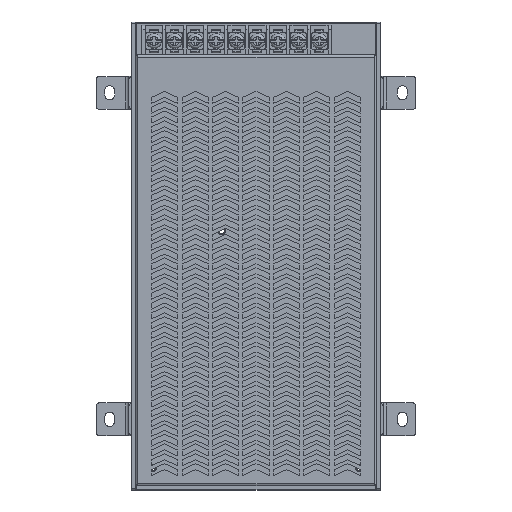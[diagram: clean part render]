
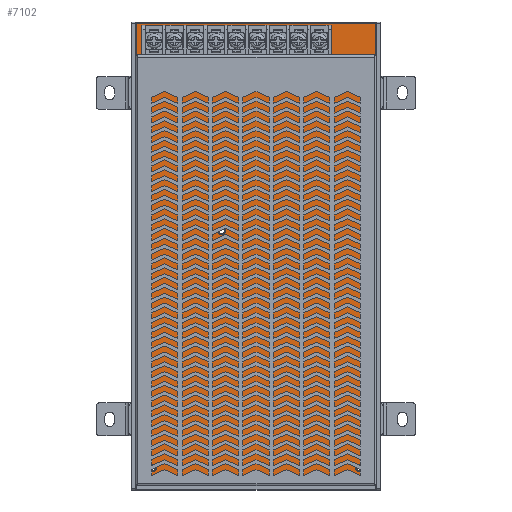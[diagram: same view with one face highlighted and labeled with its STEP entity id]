
A CAD part, top view. The second image highlights one B-rep face of the part: STEP entity #7102.
In plain terms, the highlighted planar face has unit normal (0, 0, 1).
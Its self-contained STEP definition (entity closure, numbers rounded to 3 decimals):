
#3816=FACE_BOUND('',#16569,.T.);
#3817=FACE_BOUND('',#16570,.T.);
#3818=FACE_BOUND('',#16571,.T.);
#3819=FACE_BOUND('',#16572,.T.);
#3820=FACE_BOUND('',#16573,.T.);
#3821=FACE_BOUND('',#16574,.T.);
#4328=CIRCLE('',#70013,1.665);
#4329=CIRCLE('',#70014,1.665);
#4330=CIRCLE('',#70015,1.665);
#4331=CIRCLE('',#70016,1.665);
#4332=CIRCLE('',#70017,1.665);
#7102=ADVANCED_FACE('',(#3816,#3817,#3818,#3819,#3820,#3821),#10081,.T.);
#10081=PLANE('',#70018);
#16569=EDGE_LOOP('',(#29396));
#16570=EDGE_LOOP('',(#29397));
#16571=EDGE_LOOP('',(#29398));
#16572=EDGE_LOOP('',(#29399));
#16573=EDGE_LOOP('',(#29400));
#16574=EDGE_LOOP('',(#29401,#29402,#29403,#29404,#29405,#29406,#29407,#29408));
#29396=ORIENTED_EDGE('',*,*,#49698,.F.);
#29397=ORIENTED_EDGE('',*,*,#49699,.F.);
#29398=ORIENTED_EDGE('',*,*,#49700,.F.);
#29399=ORIENTED_EDGE('',*,*,#49701,.F.);
#29400=ORIENTED_EDGE('',*,*,#49702,.F.);
#29401=ORIENTED_EDGE('',*,*,#49703,.F.);
#29402=ORIENTED_EDGE('',*,*,#49686,.T.);
#29403=ORIENTED_EDGE('',*,*,#49692,.T.);
#29404=ORIENTED_EDGE('',*,*,#49695,.T.);
#29405=ORIENTED_EDGE('',*,*,#49697,.T.);
#29406=ORIENTED_EDGE('',*,*,#49683,.T.);
#29407=ORIENTED_EDGE('',*,*,#49704,.F.);
#29408=ORIENTED_EDGE('',*,*,#49705,.F.);
#41083=VERTEX_POINT('',#99112);
#41085=VERTEX_POINT('',#99115);
#41087=VERTEX_POINT('',#99121);
#41088=VERTEX_POINT('',#99122);
#41092=VERTEX_POINT('',#99132);
#41094=VERTEX_POINT('',#99138);
#41095=VERTEX_POINT('',#99145);
#41096=VERTEX_POINT('',#99147);
#41097=VERTEX_POINT('',#99149);
#41098=VERTEX_POINT('',#99151);
#41099=VERTEX_POINT('',#99153);
#41100=VERTEX_POINT('',#99155);
#41101=VERTEX_POINT('',#99157);
#49683=EDGE_CURVE('',#41085,#41083,#59068,.T.);
#49686=EDGE_CURVE('',#41087,#41088,#59071,.T.);
#49692=EDGE_CURVE('',#41088,#41092,#59077,.T.);
#49695=EDGE_CURVE('',#41092,#41094,#59080,.T.);
#49697=EDGE_CURVE('',#41094,#41085,#59082,.T.);
#49698=EDGE_CURVE('',#41095,#41095,#4328,.T.);
#49699=EDGE_CURVE('',#41096,#41096,#4329,.T.);
#49700=EDGE_CURVE('',#41097,#41097,#4330,.T.);
#49701=EDGE_CURVE('',#41098,#41098,#4331,.T.);
#49702=EDGE_CURVE('',#41099,#41099,#4332,.T.);
#49703=EDGE_CURVE('',#41087,#41100,#59083,.T.);
#49704=EDGE_CURVE('',#41101,#41083,#59084,.T.);
#49705=EDGE_CURVE('',#41100,#41101,#59085,.T.);
#59068=LINE('',#99114,#66108);
#59071=LINE('',#99120,#66111);
#59077=LINE('',#99133,#66117);
#59080=LINE('',#99139,#66120);
#59082=LINE('',#99142,#66122);
#59083=LINE('',#99154,#66123);
#59084=LINE('',#99156,#66124);
#59085=LINE('',#99158,#66125);
#66108=VECTOR('',#82022,1.);
#66111=VECTOR('',#82027,1.);
#66117=VECTOR('',#82035,1.);
#66120=VECTOR('',#82040,1.);
#66122=VECTOR('',#82044,1.);
#66123=VECTOR('',#82057,1.);
#66124=VECTOR('',#82058,1.);
#66125=VECTOR('',#82059,1.);
#70013=AXIS2_PLACEMENT_3D('',#99144,#82047,#82048);
#70014=AXIS2_PLACEMENT_3D('',#99146,#82049,#82050);
#70015=AXIS2_PLACEMENT_3D('',#99148,#82051,#82052);
#70016=AXIS2_PLACEMENT_3D('',#99150,#82053,#82054);
#70017=AXIS2_PLACEMENT_3D('',#99152,#82055,#82056);
#70018=AXIS2_PLACEMENT_3D('',#99159,#82060,#82061);
#82022=DIRECTION('',(0.,-1.,0.));
#82027=DIRECTION('',(0.,-1.,0.));
#82035=DIRECTION('',(1.,0.,0.));
#82040=DIRECTION('',(0.,1.,0.));
#82044=DIRECTION('',(-1.,0.,0.));
#82047=DIRECTION('',(0.,0.,1.));
#82048=DIRECTION('',(1.,0.,0.));
#82049=DIRECTION('',(0.,0.,1.));
#82050=DIRECTION('',(1.,0.,0.));
#82051=DIRECTION('',(0.,0.,1.));
#82052=DIRECTION('',(1.,0.,0.));
#82053=DIRECTION('',(0.,0.,1.));
#82054=DIRECTION('',(1.,0.,0.));
#82055=DIRECTION('',(0.,0.,1.));
#82056=DIRECTION('',(1.,0.,0.));
#82057=DIRECTION('',(1.,0.,0.));
#82058=DIRECTION('',(-1.,0.,0.));
#82059=DIRECTION('',(0.,1.,0.));
#82060=DIRECTION('',(0.,0.,1.));
#82061=DIRECTION('',(1.,0.,0.));
#99112=CARTESIAN_POINT('',(-55.,82.,1.6));
#99114=CARTESIAN_POINT('',(-55.,106.,1.6));
#99115=CARTESIAN_POINT('',(-55.,106.,1.6));
#99120=CARTESIAN_POINT('',(-55.,106.,1.6));
#99121=CARTESIAN_POINT('',(-55.,60.,1.6));
#99122=CARTESIAN_POINT('',(-55.,-106.,1.6));
#99132=CARTESIAN_POINT('',(55.,-106.,1.6));
#99133=CARTESIAN_POINT('',(-55.,-106.,1.6));
#99138=CARTESIAN_POINT('',(55.,106.,1.6));
#99139=CARTESIAN_POINT('',(55.,-106.,1.6));
#99142=CARTESIAN_POINT('',(55.,106.,1.6));
#99144=CARTESIAN_POINT('',(47.5,-98.5,1.6));
#99145=CARTESIAN_POINT('',(49.165,-98.5,1.6));
#99146=CARTESIAN_POINT('',(-15.75,79.,1.6));
#99147=CARTESIAN_POINT('',(-14.085,79.,1.6));
#99148=CARTESIAN_POINT('',(-15.75,10.5,1.6));
#99149=CARTESIAN_POINT('',(-14.085,10.5,1.6));
#99150=CARTESIAN_POINT('',(-47.5,-98.5,1.6));
#99151=CARTESIAN_POINT('',(-45.835,-98.5,1.6));
#99152=CARTESIAN_POINT('',(47.75,79.,1.6));
#99153=CARTESIAN_POINT('',(49.415,79.,1.6));
#99154=CARTESIAN_POINT('',(-55.,60.,1.6));
#99155=CARTESIAN_POINT('',(-53.5,60.,1.6));
#99156=CARTESIAN_POINT('',(-53.5,82.,1.6));
#99157=CARTESIAN_POINT('',(-53.5,82.,1.6));
#99158=CARTESIAN_POINT('',(-53.5,60.,1.6));
#99159=CARTESIAN_POINT('',(0.,0.,1.6));
